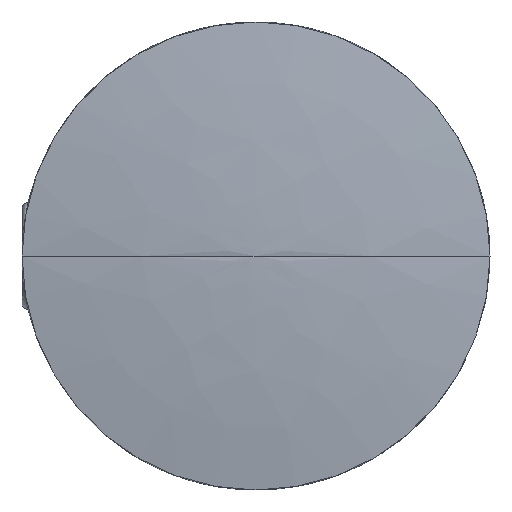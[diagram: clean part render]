
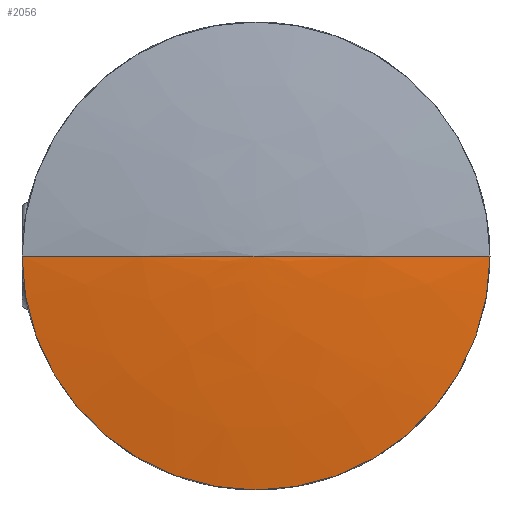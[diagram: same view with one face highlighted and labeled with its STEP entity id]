
A CAD part, left-side view. The second image highlights one B-rep face of the part: STEP entity #2056.
In plain terms, the highlighted free-form (B-spline) face has degree [2, 3] with [3, 4] control points.
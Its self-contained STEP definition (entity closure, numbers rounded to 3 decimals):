
#100 = CARTESIAN_POINT ( 'NONE',  ( -69.926, -11., 0. ) ) ;
#444 = CARTESIAN_POINT ( 'NONE',  ( -70.773, 5.274, -10.547 ) ) ;
#907 = VERTEX_POINT ( 'NONE', #4349 ) ;
#1016 = DIRECTION ( 'NONE',  ( 0., 0., 1. ) ) ;
#1335 = DIRECTION ( 'NONE',  ( 0., 0., 1. ) ) ;
#1399 = DIRECTION ( 'NONE',  ( -1., 0., 0. ) ) ;
#1485 = CARTESIAN_POINT ( 'NONE',  ( -69.926, 0., 0. ) ) ;
#1545 = CARTESIAN_POINT ( 'NONE',  ( -70.753, 0., 0. ) ) ;
#1642 = EDGE_CURVE ( 'NONE', #3806, #3057, #2217, .T. ) ;
#1866 = B_SPLINE_CURVE_WITH_KNOTS ( 'NONE', 2,
 ( #100, #5427, #3995 ),
 .UNSPECIFIED., .F., .F.,
 ( 3, 3 ),
 ( 0., 1. ),
 .UNSPECIFIED. ) ;
#1967 = EDGE_CURVE ( 'NONE', #3806, #907, #6062, .T. ) ;
#2001 = CARTESIAN_POINT ( 'NONE',  ( -70.753, 0., 0. ) ) ;
#2036 = CARTESIAN_POINT ( 'NONE',  ( -70.773, 5.274, 0. ) ) ;
#2056 = ADVANCED_FACE ( 'NONE', ( #2565 ), #6738, .F. ) ;
#2061 = CARTESIAN_POINT ( 'NONE',  ( -70.773, -5.274, -10.547 ) ) ;
#2217 = B_SPLINE_CURVE_WITH_KNOTS ( 'NONE', 2,
 ( #4161, #2036, #6748 ),
 .UNSPECIFIED., .F., .F.,
 ( 3, 3 ),
 ( 0., 1. ),
 .UNSPECIFIED. ) ;
#2234 = ORIENTED_EDGE ( 'NONE', *, *, #6308, .T. ) ;
#2524 = CARTESIAN_POINT ( 'NONE',  ( -70.753, 0., 0. ) ) ;
#2565 = FACE_OUTER_BOUND ( 'NONE', #5445, .T. ) ;
#3002 = CARTESIAN_POINT ( 'NONE',  ( -69.926, -11., 0. ) ) ;
#3049 = CARTESIAN_POINT ( 'NONE',  ( -69.926, -11., 0. ) ) ;
#3057 = VERTEX_POINT ( 'NONE', #2001 ) ;
#3101 = AXIS2_PLACEMENT_3D ( 'NONE', #6628, #1399, #1335 ) ;
#3592 = CARTESIAN_POINT ( 'NONE',  ( -69.926, -11., -22. ) ) ;
#3712 = ORIENTED_EDGE ( 'NONE', *, *, #1967, .T. ) ;
#3806 = VERTEX_POINT ( 'NONE', #4433 ) ;
#3995 = CARTESIAN_POINT ( 'NONE',  ( -70.753, 0., 0. ) ) ;
#4151 = CARTESIAN_POINT ( 'NONE',  ( -70.753, 0., 0. ) ) ;
#4161 = CARTESIAN_POINT ( 'NONE',  ( -69.926, 11., 0. ) ) ;
#4349 = CARTESIAN_POINT ( 'NONE',  ( -69.926, 0., -11. ) ) ;
#4410 = CIRCLE ( 'NONE', #5951, 11. ) ;
#4433 = CARTESIAN_POINT ( 'NONE',  ( -69.926, 11., 0. ) ) ;
#4576 = EDGE_CURVE ( 'NONE', #6305, #3057, #1866, .T. ) ;
#4586 = ORIENTED_EDGE ( 'NONE', *, *, #4576, .T. ) ;
#4592 = CARTESIAN_POINT ( 'NONE',  ( -70.753, 0., 0. ) ) ;
#5107 = CARTESIAN_POINT ( 'NONE',  ( -70.773, -5.274, 0. ) ) ;
#5345 = ORIENTED_EDGE ( 'NONE', *, *, #1642, .F. ) ;
#5427 = CARTESIAN_POINT ( 'NONE',  ( -70.773, -5.274, 0. ) ) ;
#5445 = EDGE_LOOP ( 'NONE', ( #2234, #4586, #5345, #3712 ) ) ;
#5624 = CARTESIAN_POINT ( 'NONE',  ( -69.926, 11., -22. ) ) ;
#5734 = CARTESIAN_POINT ( 'NONE',  ( -70.773, 5.274, 0. ) ) ;
#5951 = AXIS2_PLACEMENT_3D ( 'NONE', #1485, #6749, #1016 ) ;
#6062 = CIRCLE ( 'NONE', #3101, 11. ) ;
#6305 = VERTEX_POINT ( 'NONE', #3049 ) ;
#6308 = EDGE_CURVE ( 'NONE', #907, #6305, #4410, .T. ) ;
#6628 = CARTESIAN_POINT ( 'NONE',  ( -69.926, 0., 0. ) ) ;
#6738 =( BOUNDED_SURFACE ( )  B_SPLINE_SURFACE ( 2, 3, ( 
 ( #6771, #5624, #3592, #3002 ),
 ( #5734, #444, #2061, #5107 ),
 ( #4592, #4151, #2524, #1545 ) ),
 .UNSPECIFIED., .F., .F., .F. ) 
 B_SPLINE_SURFACE_WITH_KNOTS ( ( 3, 3 ),
 ( 4, 4 ),
 ( 0., 1. ),
 ( 0., 1. ),
 .UNSPECIFIED. ) 
 GEOMETRIC_REPRESENTATION_ITEM ( )  RATIONAL_B_SPLINE_SURFACE ( (
 ( 1., 0.333, 0.333, 1.),
 ( 1., 0.333, 0.333, 1.),
 ( 1., 0.333, 0.333, 1.) ) ) 
 REPRESENTATION_ITEM ( '' )  SURFACE ( )  );
#6748 = CARTESIAN_POINT ( 'NONE',  ( -70.753, 0., 0. ) ) ;
#6749 = DIRECTION ( 'NONE',  ( -1., 0., 0. ) ) ;
#6771 = CARTESIAN_POINT ( 'NONE',  ( -69.926, 11., 0. ) ) ;
